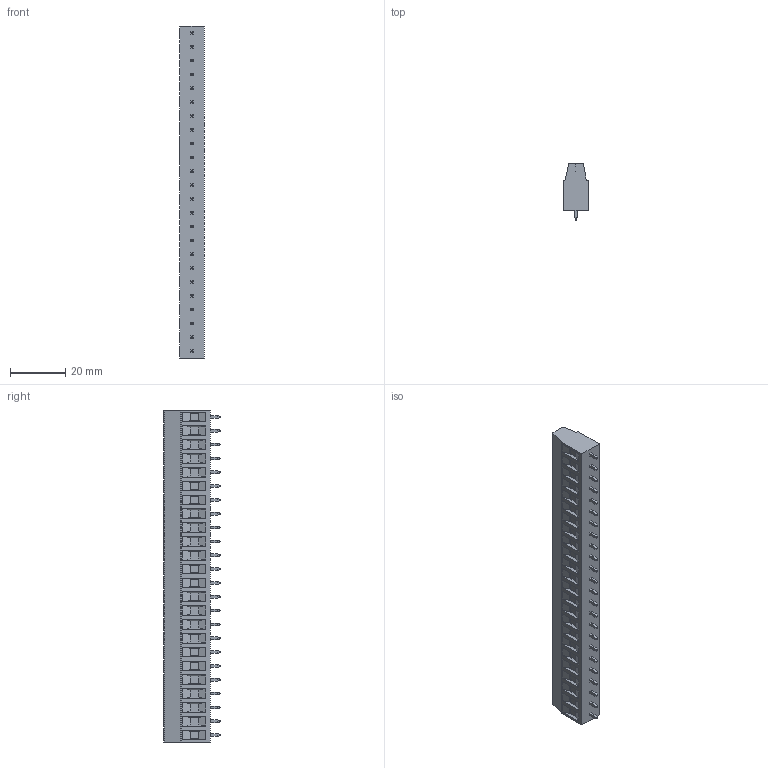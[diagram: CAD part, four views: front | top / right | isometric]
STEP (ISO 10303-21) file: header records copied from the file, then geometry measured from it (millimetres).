
FILE_DESCRIPTION((''),'2;1');
FILE_NAME('PRT0050','2024-11-02T',('yanfa'),(''),'PRO/ENGINEER BY PARAMETRIC TECHNOLOGY CORPORATION, 2009280','PRO/ENGINEER BY PARAMETRIC TECHNOLOGY CORPORATION, 2009280','');
FILE_SCHEMA(('AUTOMOTIVE_DESIGN_CC2 { 1 2 10303 214 -1 1 5 2 }'));
Length unit declared in the file: millimetre
Products named in the file (1): PRT0050
Bounding box: 8.9 x 20.3 x 120 mm (x, y, z)
Volume: 15221.1 mm3; surface area: 8075.4 mm2
Topology: 1 solids, 1 shells, 926 faces, 2100 edges, 1272 vertices
Faces by surface type: plane 562, cylinder 220, cone 96, torus 48
Entity records: 25923 total; most frequent: CARTESIAN_POINT 5090, DIRECTION 4344, ORIENTED_EDGE 4200, EDGE_CURVE 2100, AXIS2_PLACEMENT_3D 1462, VECTOR 1420, LINE 1420, VERTEX_POINT 1272
